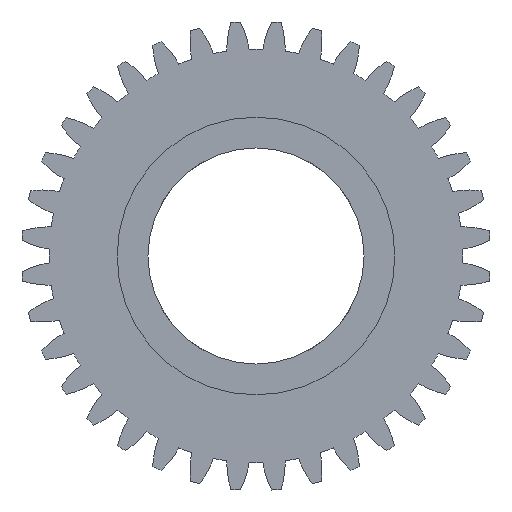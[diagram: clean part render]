
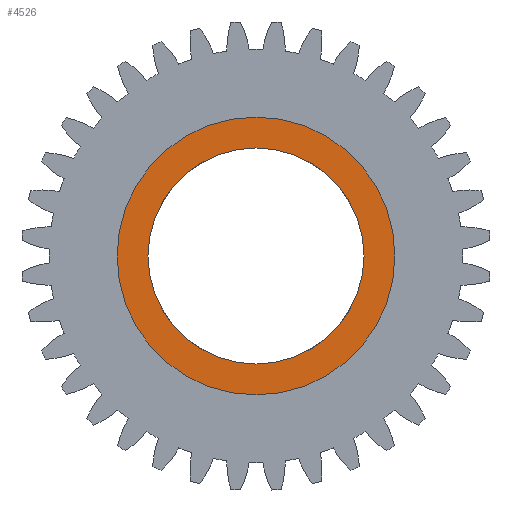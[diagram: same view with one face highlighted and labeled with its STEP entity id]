
A CAD part, left-side view. The second image highlights one B-rep face of the part: STEP entity #4526.
In plain terms, the highlighted planar face has unit normal (-1, 0, 0).
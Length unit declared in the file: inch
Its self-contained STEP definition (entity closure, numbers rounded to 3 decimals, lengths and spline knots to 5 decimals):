
#248 = EDGE_CURVE ( 'NONE', #4263, #6628, #3548, .T. ) ;
#462 = CARTESIAN_POINT ( 'NONE',  ( 0.263, 0., 0. ) ) ;
#633 = DIRECTION ( 'NONE',  ( 0., 0., 1. ) ) ;
#702 = DIRECTION ( 'NONE',  ( 0., 0., 1. ) ) ;
#1069 = VERTEX_POINT ( 'NONE', #1915 ) ;
#1245 = ORIENTED_EDGE ( 'NONE', *, *, #248, .T. ) ;
#1458 = EDGE_LOOP ( 'NONE', ( #1245, #4456 ) ) ;
#1470 = DIRECTION ( 'NONE',  ( -1., 0., 0. ) ) ;
#1504 = PLANE ( 'NONE',  #3563 ) ;
#1519 = EDGE_CURVE ( 'NONE', #6628, #4263, #4774, .T. ) ;
#1593 = DIRECTION ( 'NONE',  ( -1., 0., 0. ) ) ;
#1777 = CARTESIAN_POINT ( 'NONE',  ( 0.263, 0., -0.4375 ) ) ;
#1915 = CARTESIAN_POINT ( 'NONE',  ( 0.263, 0., 0.4375 ) ) ;
#2267 = DIRECTION ( 'NONE',  ( 0., 0., 1. ) ) ;
#2686 = ORIENTED_EDGE ( 'NONE', *, *, #4436, .F. ) ;
#2853 = DIRECTION ( 'NONE',  ( -1., 0., 0. ) ) ;
#2882 = AXIS2_PLACEMENT_3D ( 'NONE', #462, #5304, #2267 ) ;
#2980 = EDGE_CURVE ( 'NONE', #1069, #4929, #3415, .T. ) ;
#3020 = CIRCLE ( 'NONE', #3122, 0.4375 ) ;
#3036 = CARTESIAN_POINT ( 'NONE',  ( 0.263, 0., 0. ) ) ;
#3058 = FACE_OUTER_BOUND ( 'NONE', #1458, .T. ) ;
#3122 = AXIS2_PLACEMENT_3D ( 'NONE', #6720, #1470, #702 ) ;
#3138 = FACE_BOUND ( 'NONE', #4147, .T. ) ;
#3415 = CIRCLE ( 'NONE', #4020, 0.4375 ) ;
#3454 = AXIS2_PLACEMENT_3D ( 'NONE', #4194, #1593, #4373 ) ;
#3548 = CIRCLE ( 'NONE', #3454, 0.5625 ) ;
#3563 = AXIS2_PLACEMENT_3D ( 'NONE', #3036, #2853, #4432 ) ;
#4020 = AXIS2_PLACEMENT_3D ( 'NONE', #4243, #4960, #633 ) ;
#4147 = EDGE_LOOP ( 'NONE', ( #4631, #2686 ) ) ;
#4194 = CARTESIAN_POINT ( 'NONE',  ( 0.263, 0., 0. ) ) ;
#4243 = CARTESIAN_POINT ( 'NONE',  ( 0.263, 0., 0. ) ) ;
#4263 = VERTEX_POINT ( 'NONE', #6398 ) ;
#4373 = DIRECTION ( 'NONE',  ( 0., 0., 1. ) ) ;
#4432 = DIRECTION ( 'NONE',  ( 0., 0., 1. ) ) ;
#4436 = EDGE_CURVE ( 'NONE', #4929, #1069, #3020, .T. ) ;
#4456 = ORIENTED_EDGE ( 'NONE', *, *, #1519, .T. ) ;
#4526 = ADVANCED_FACE ( 'NONE', ( #3138, #3058 ), #1504, .T. ) ;
#4631 = ORIENTED_EDGE ( 'NONE', *, *, #2980, .F. ) ;
#4774 = CIRCLE ( 'NONE', #2882, 0.5625 ) ;
#4929 = VERTEX_POINT ( 'NONE', #1777 ) ;
#4960 = DIRECTION ( 'NONE',  ( -1., 0., 0. ) ) ;
#5304 = DIRECTION ( 'NONE',  ( -1., 0., 0. ) ) ;
#6211 = CARTESIAN_POINT ( 'NONE',  ( 0.263, 0., -0.5625 ) ) ;
#6398 = CARTESIAN_POINT ( 'NONE',  ( 0.263, 0., 0.5625 ) ) ;
#6628 = VERTEX_POINT ( 'NONE', #6211 ) ;
#6720 = CARTESIAN_POINT ( 'NONE',  ( 0.263, 0., 0. ) ) ;
